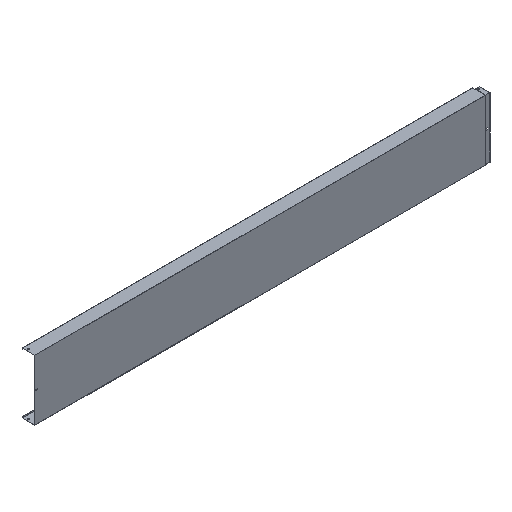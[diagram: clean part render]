
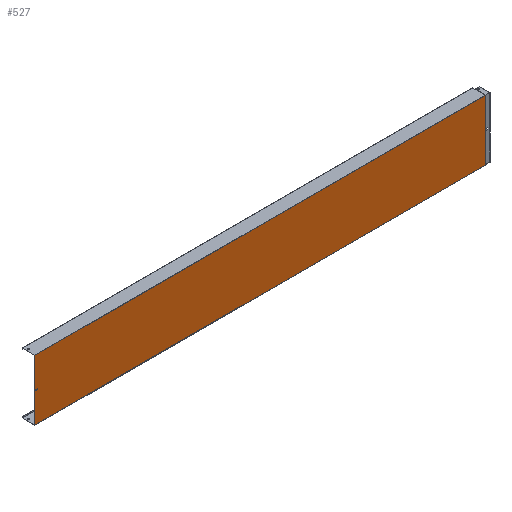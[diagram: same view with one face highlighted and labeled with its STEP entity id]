
A CAD part, isometric view. The second image highlights one B-rep face of the part: STEP entity #527.
In plain terms, the highlighted planar face has unit normal (0, -1, 0).
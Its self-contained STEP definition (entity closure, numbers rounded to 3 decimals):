
#3 = VERTEX_POINT ( 'NONE', #1541 ) ;
#9 = VECTOR ( 'NONE', #1113, 1000. ) ;
#61 = LINE ( 'NONE', #949, #1784 ) ;
#202 = ORIENTED_EDGE ( 'NONE', *, *, #1540, .T. ) ;
#240 = VERTEX_POINT ( 'NONE', #1105 ) ;
#425 = CARTESIAN_POINT ( 'NONE',  ( -2970., 0., 200. ) ) ;
#437 = AXIS2_PLACEMENT_3D ( 'NONE', #1478, #1638, #706 ) ;
#475 = ORIENTED_EDGE ( 'NONE', *, *, #861, .T. ) ;
#527 = ADVANCED_FACE ( 'NONE', ( #1929, #1058 ), #1316, .T. ) ;
#629 = DIRECTION ( 'NONE',  ( 0., 0., -1. ) ) ;
#637 = CARTESIAN_POINT ( 'NONE',  ( -2962.5, 0., 3.5 ) ) ;
#646 = DIRECTION ( 'NONE',  ( 1., 0., 0. ) ) ;
#670 = VERTEX_POINT ( 'NONE', #880 ) ;
#706 = DIRECTION ( 'NONE',  ( 0., 0., -1. ) ) ;
#735 = CARTESIAN_POINT ( 'NONE',  ( 1.173, 0., -200. ) ) ;
#774 = LINE ( 'NONE', #957, #1987 ) ;
#800 = CARTESIAN_POINT ( 'NONE',  ( 1.173, 0., -200. ) ) ;
#801 = LINE ( 'NONE', #922, #1962 ) ;
#810 = ORIENTED_EDGE ( 'NONE', *, *, #1526, .T. ) ;
#834 = LINE ( 'NONE', #1740, #1786 ) ;
#856 = LINE ( 'NONE', #637, #9 ) ;
#861 = EDGE_CURVE ( 'NONE', #3, #670, #801, .T. ) ;
#868 = ORIENTED_EDGE ( 'NONE', *, *, #1498, .F. ) ;
#880 = CARTESIAN_POINT ( 'NONE',  ( -2970., 0., 200. ) ) ;
#887 = EDGE_LOOP ( 'NONE', ( #868, #1834, #475, #1575 ) ) ;
#922 = CARTESIAN_POINT ( 'NONE',  ( 0.414, 0., 200. ) ) ;
#949 = CARTESIAN_POINT ( 'NONE',  ( -2952.5, 0., 3.5 ) ) ;
#957 = CARTESIAN_POINT ( 'NONE',  ( -2952.5, 0., 3.5 ) ) ;
#1012 = VERTEX_POINT ( 'NONE', #1457 ) ;
#1048 = VERTEX_POINT ( 'NONE', #1937 ) ;
#1058 = FACE_OUTER_BOUND ( 'NONE', #887, .T. ) ;
#1059 = CARTESIAN_POINT ( 'NONE',  ( -2970., 0., -200. ) ) ;
#1105 = CARTESIAN_POINT ( 'NONE',  ( -2962.5, 0., 3.5 ) ) ;
#1113 = DIRECTION ( 'NONE',  ( 0., 0., 1. ) ) ;
#1221 = DIRECTION ( 'NONE',  ( 0., 0., -1. ) ) ;
#1244 = ORIENTED_EDGE ( 'NONE', *, *, #1556, .T. ) ;
#1259 = DIRECTION ( 'NONE',  ( -1., 0., 0. ) ) ;
#1283 = CARTESIAN_POINT ( 'NONE',  ( -2952.5, 0., 3.5 ) ) ;
#1290 = DIRECTION ( 'NONE',  ( 0., 0., 1. ) ) ;
#1316 = PLANE ( 'NONE',  #437 ) ;
#1332 = EDGE_LOOP ( 'NONE', ( #1380, #810, #202, #1244 ) ) ;
#1352 = EDGE_CURVE ( 'NONE', #670, #1827, #1760, .T. ) ;
#1365 = VECTOR ( 'NONE', #1290, 1000. ) ;
#1380 = ORIENTED_EDGE ( 'NONE', *, *, #1515, .T. ) ;
#1457 = CARTESIAN_POINT ( 'NONE',  ( -2952.5, 0., -3.5 ) ) ;
#1466 = LINE ( 'NONE', #1749, #2007 ) ;
#1478 = CARTESIAN_POINT ( 'NONE',  ( -2970., 0., 200. ) ) ;
#1498 = EDGE_CURVE ( 'NONE', #1807, #1827, #834, .T. ) ;
#1515 = EDGE_CURVE ( 'NONE', #1550, #1012, #61, .T. ) ;
#1526 = EDGE_CURVE ( 'NONE', #1012, #1048, #1466, .T. ) ;
#1540 = EDGE_CURVE ( 'NONE', #1048, #240, #856, .T. ) ;
#1541 = CARTESIAN_POINT ( 'NONE',  ( 1.173, 0., 200. ) ) ;
#1550 = VERTEX_POINT ( 'NONE', #1283 ) ;
#1556 = EDGE_CURVE ( 'NONE', #240, #1550, #774, .T. ) ;
#1572 = EDGE_CURVE ( 'NONE', #1807, #3, #1842, .T. ) ;
#1575 = ORIENTED_EDGE ( 'NONE', *, *, #1352, .T. ) ;
#1601 = DIRECTION ( 'NONE',  ( -1., 0., 0. ) ) ;
#1638 = DIRECTION ( 'NONE',  ( 0., -1., 0. ) ) ;
#1709 = VECTOR ( 'NONE', #1221, 1000. ) ;
#1740 = CARTESIAN_POINT ( 'NONE',  ( 0.414, 0., -200. ) ) ;
#1749 = CARTESIAN_POINT ( 'NONE',  ( -2952.5, 0., -3.5 ) ) ;
#1760 = LINE ( 'NONE', #425, #1709 ) ;
#1784 = VECTOR ( 'NONE', #629, 1000. ) ;
#1786 = VECTOR ( 'NONE', #1259, 1000. ) ;
#1807 = VERTEX_POINT ( 'NONE', #735 ) ;
#1827 = VERTEX_POINT ( 'NONE', #1059 ) ;
#1834 = ORIENTED_EDGE ( 'NONE', *, *, #1572, .T. ) ;
#1842 = LINE ( 'NONE', #800, #1365 ) ;
#1929 = FACE_BOUND ( 'NONE', #1332, .T. ) ;
#1937 = CARTESIAN_POINT ( 'NONE',  ( -2962.5, 0., -3.5 ) ) ;
#1962 = VECTOR ( 'NONE', #2036, 1000. ) ;
#1987 = VECTOR ( 'NONE', #646, 1000. ) ;
#2007 = VECTOR ( 'NONE', #1601, 1000. ) ;
#2036 = DIRECTION ( 'NONE',  ( -1., 0., 0. ) ) ;
